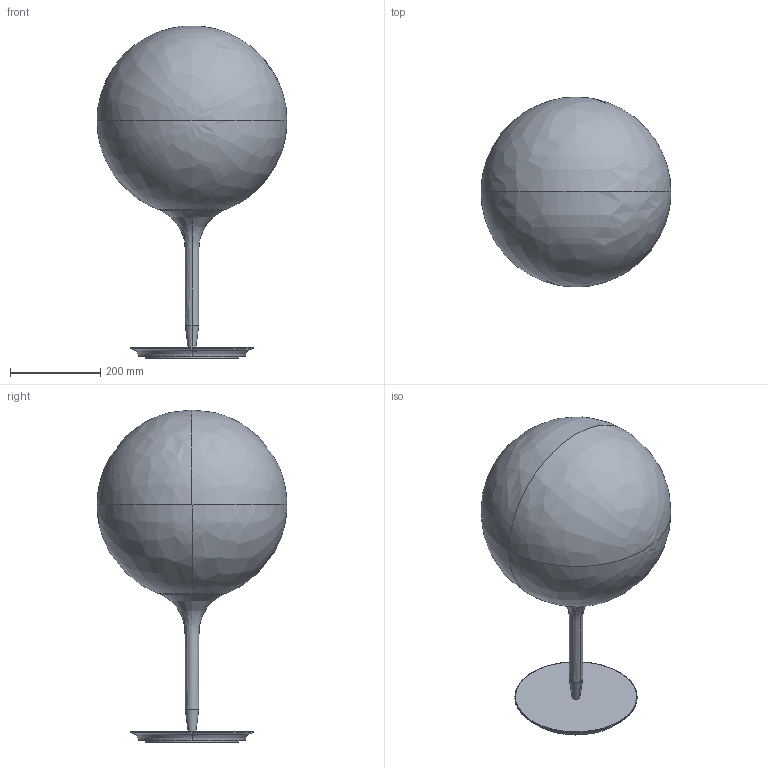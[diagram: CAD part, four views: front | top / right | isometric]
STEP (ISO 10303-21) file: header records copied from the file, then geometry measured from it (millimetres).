
FILE_DESCRIPTION(/* description */ (''),/* implementation_level */ '2;1');
FILE_NAME(/* name */ 'Castore_Tavolo_42_3D',/* time_stamp */ '2011-11-14T12:22:23+01:00',/* author */ (''),/* organization */ (''),/* preprocessor_version */ 'ST-DEVELOPER v10',/* originating_system */ '',/* authorisation */ '');
FILE_SCHEMA (('CONFIG_CONTROL_DESIGN'));
Length unit declared in the file: millimetre
Products named in the file (1): 1
Bounding box: 420 x 420 x 734.19 mm (x, y, z)
Volume: 3950699.4 mm3; surface area: 1271192.4 mm2
Topology: 3 solids, 4 shells, 54 faces, 128 edges, 72 vertices
Faces by surface type: bspline 48, plane 6
Entity records: 2376 total; most frequent: CARTESIAN_POINT 1651, ORIENTED_EDGE 230, EDGE_CURVE 116, VERTEX_POINT 72, EDGE_LOOP 57, ADVANCED_FACE 54, FACE_OUTER_BOUND 54, B_SPLINE_CURVE_WITH_KNOTS 18
